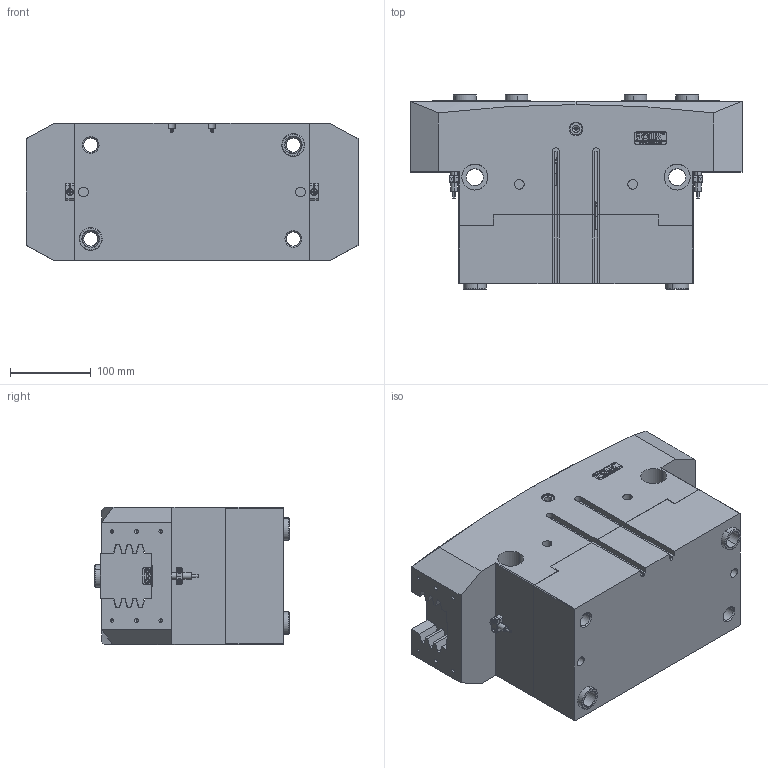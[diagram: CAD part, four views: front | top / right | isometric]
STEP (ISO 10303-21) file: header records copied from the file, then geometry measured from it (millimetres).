
FILE_DESCRIPTION (( 'STEP AP203' ), '1' );
FILE_NAME ('FR175-410-S-NC.STEP', '2025-05-07T01:39:42', ( 'USER-' ), ( 'Microsoft' ), 'SwSTEP 2.0', 'SolidWorks 2018', '' );
FILE_SCHEMA (( 'CONFIG_CONTROL_DESIGN' ));
Length unit declared in the file: millimetre
Products named in the file (14): 28x15杶种; 大感测压块装配体; 晚假蚾輸B; ﾏ擎ﾗ28｡ﾁ21｡ﾁ15; TRT175-410-SX-02 喘倛賑輸; 8x48諉輪羲壽; P-GS-T-01 喘倛蚚標釱; TRT175-410-MX-22B 晊扥极; 40x15-R2.5; TRT175-410-MX-06 笢猾え; 棠羲換覜ん; 内六角圆柱头螺钉[GBT70_1-2008][M3×10]_M3×10; TRT175-410-MX-01 喘倛褲极; FR175-410-S-NC
Assembly tree (23 placements, depth 3):
  FR175-410-S-NC
    TRT175-410-MX-01 喘倛褲极
    P-GS-T-01 喘倛蚚標釱  x2
    8x48諉輪羲壽  x2
    TRT175-410-MX-06 笢猾え
    28x15杶种  x4
    40x15-R2.5
    棠羲換覜ん  x2
    大感测压块装配体  x2
      晚假蚾輸B
      内六角圆柱头螺钉[GBT70_1-2008][M3×10]_M3×10
    TRT175-410-SX-02 喘倛賑輸  x2
    TRT175-410-MX-22B 晊扥极
    ﾏ擎ﾗ28｡ﾁ21｡ﾁ15  x2
Bounding box: 410 x 240.5 x 170 mm (x, y, z)
Volume: 11763272.5 mm3; surface area: 870230.6 mm2
Topology: 24 solids, 25 shells, 1454 faces, 3750 edges, 2390 vertices
Faces by surface type: plane 653, cylinder 430, cone 200, bspline 155, torus 16
Entity records: 43126 total; most frequent: CARTESIAN_POINT 13326, ORIENTED_EDGE 5976, DIRECTION 5460, EDGE_CURVE 2988, VERTEX_POINT 1956, LINE 1904, VECTOR 1904, AXIS2_PLACEMENT_3D 1778
